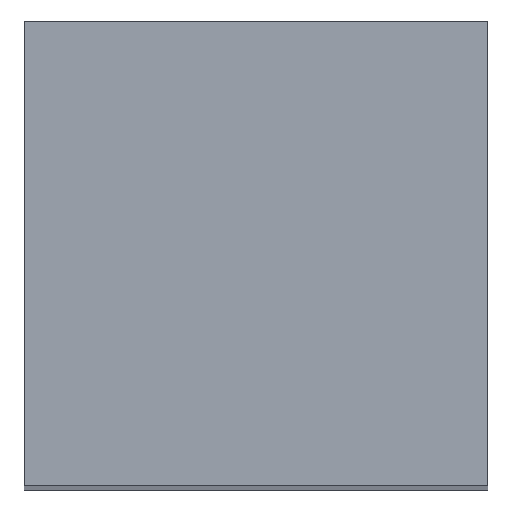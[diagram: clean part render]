
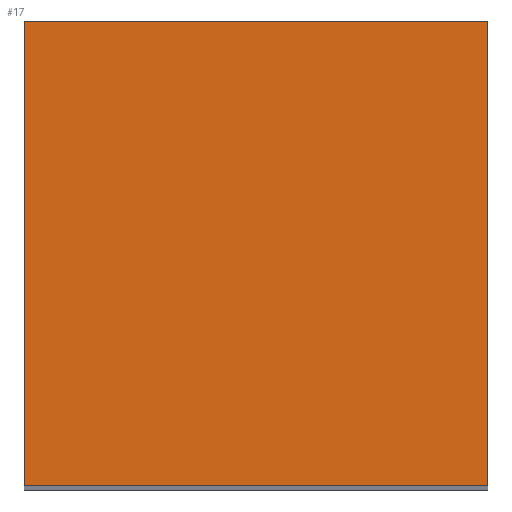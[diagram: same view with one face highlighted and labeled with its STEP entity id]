
A CAD part, top view. The second image highlights one B-rep face of the part: STEP entity #17.
In plain terms, the highlighted planar face has unit normal (0, 0, 1).
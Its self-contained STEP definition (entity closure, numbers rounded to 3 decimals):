
#7 = AXIS2_PLACEMENT_3D ( 'NONE', #91, #190, #73 ) ;
#11 = CARTESIAN_POINT ( 'NONE',  ( 1., 2., 4.95 ) ) ;
#16 = LINE ( 'NONE', #119, #167 ) ;
#17 = ADVANCED_FACE ( 'NONE', ( #132 ), #38, .F. ) ;
#38 = PLANE ( 'NONE',  #7 ) ;
#40 = CARTESIAN_POINT ( 'NONE',  ( -1., 0., 4.95 ) ) ;
#62 = VECTOR ( 'NONE', #145, 1000. ) ;
#67 = EDGE_LOOP ( 'NONE', ( #102, #111, #183, #126 ) ) ;
#73 = DIRECTION ( 'NONE',  ( -1., 0., 0. ) ) ;
#83 = EDGE_CURVE ( 'NONE', #195, #200, #187, .T. ) ;
#91 = CARTESIAN_POINT ( 'NONE',  ( 1., 2., 4.95 ) ) ;
#94 = DIRECTION ( 'NONE',  ( 0., -1., 0. ) ) ;
#97 = EDGE_CURVE ( 'NONE', #174, #176, #140, .T. ) ;
#102 = ORIENTED_EDGE ( 'NONE', *, *, #97, .T. ) ;
#105 = EDGE_CURVE ( 'NONE', #200, #176, #137, .T. ) ;
#109 = VECTOR ( 'NONE', #199, 1000. ) ;
#111 = ORIENTED_EDGE ( 'NONE', *, *, #105, .F. ) ;
#119 = CARTESIAN_POINT ( 'NONE',  ( -1., 2., 4.95 ) ) ;
#120 = VECTOR ( 'NONE', #198, 1000. ) ;
#126 = ORIENTED_EDGE ( 'NONE', *, *, #168, .T. ) ;
#128 = CARTESIAN_POINT ( 'NONE',  ( 1., 0., 4.95 ) ) ;
#132 = FACE_OUTER_BOUND ( 'NONE', #67, .T. ) ;
#137 = LINE ( 'NONE', #11, #62 ) ;
#140 = LINE ( 'NONE', #128, #109 ) ;
#143 = CARTESIAN_POINT ( 'NONE',  ( 1., 0., 4.95 ) ) ;
#145 = DIRECTION ( 'NONE',  ( 0., -1., 0. ) ) ;
#157 = CARTESIAN_POINT ( 'NONE',  ( 1., 2., 4.95 ) ) ;
#160 = CARTESIAN_POINT ( 'NONE',  ( -1., 2., 4.95 ) ) ;
#167 = VECTOR ( 'NONE', #94, 1000. ) ;
#168 = EDGE_CURVE ( 'NONE', #195, #174, #16, .T. ) ;
#174 = VERTEX_POINT ( 'NONE', #40 ) ;
#176 = VERTEX_POINT ( 'NONE', #143 ) ;
#183 = ORIENTED_EDGE ( 'NONE', *, *, #83, .F. ) ;
#187 = LINE ( 'NONE', #196, #120 ) ;
#190 = DIRECTION ( 'NONE',  ( 0., 0., -1. ) ) ;
#195 = VERTEX_POINT ( 'NONE', #160 ) ;
#196 = CARTESIAN_POINT ( 'NONE',  ( 1., 2., 4.95 ) ) ;
#198 = DIRECTION ( 'NONE',  ( 1., 0., 0. ) ) ;
#199 = DIRECTION ( 'NONE',  ( 1., 0., 0. ) ) ;
#200 = VERTEX_POINT ( 'NONE', #157 ) ;
